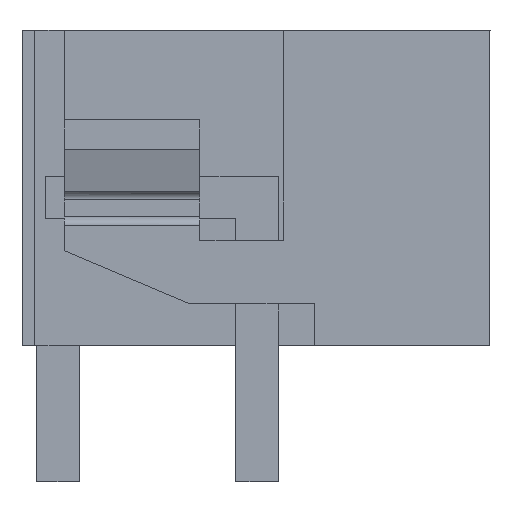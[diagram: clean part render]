
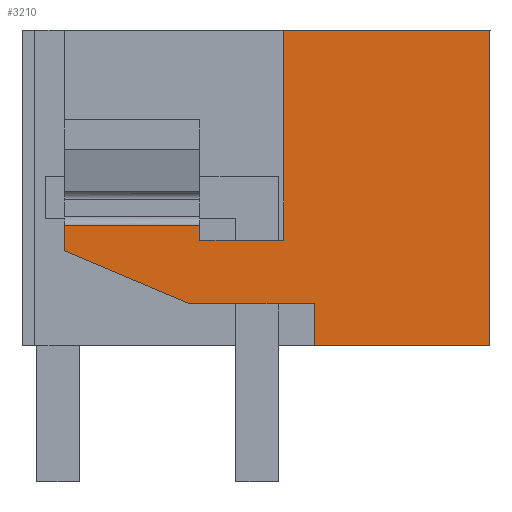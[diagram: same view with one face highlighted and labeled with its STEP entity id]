
A CAD part, left-side view. The second image highlights one B-rep face of the part: STEP entity #3210.
In plain terms, the highlighted planar face has unit normal (-1, 0, 0).
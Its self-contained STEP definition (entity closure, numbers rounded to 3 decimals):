
#3141=AXIS2_PLACEMENT_3D('Plane Axis2P3D',#3138,#3139,#3140) ;
#105=CARTESIAN_POINT('Vertex',(0.,0.,3.2)) ;
#110=CARTESIAN_POINT('Line Origine',(0.,2.075,3.2)) ;
#114=CARTESIAN_POINT('Vertex',(0.,4.15,3.2)) ;
#1190=CARTESIAN_POINT('Vertex',(0.,4.875,10.65)) ;
#1193=CARTESIAN_POINT('Line Origine',(0.,2.437,10.65)) ;
#1197=CARTESIAN_POINT('Vertex',(0.,0.,10.65)) ;
#3049=CARTESIAN_POINT('Line Origine',(0.,0.,6.925)) ;
#3138=CARTESIAN_POINT('Axis2P3D Location',(0.,11.05,0.)) ;
#3143=CARTESIAN_POINT('Line Origine',(0.,4.875,8.175)) ;
#3147=CARTESIAN_POINT('Vertex',(0.,4.875,5.7)) ;
#3150=CARTESIAN_POINT('Line Origine',(0.,5.863,5.7)) ;
#3154=CARTESIAN_POINT('Vertex',(0.,6.85,5.7)) ;
#3157=CARTESIAN_POINT('Line Origine',(0.,6.85,5.875)) ;
#3161=CARTESIAN_POINT('Vertex',(0.,6.85,6.05)) ;
#3164=CARTESIAN_POINT('Line Origine',(0.,8.45,6.05)) ;
#3168=CARTESIAN_POINT('Vertex',(0.,10.05,6.05)) ;
#3171=CARTESIAN_POINT('Line Origine',(0.,10.05,5.75)) ;
#3175=CARTESIAN_POINT('Vertex',(0.,10.05,5.45)) ;
#3178=CARTESIAN_POINT('Line Origine',(0.,8.571,4.823)) ;
#3182=CARTESIAN_POINT('Vertex',(0.,7.092,4.197)) ;
#3185=CARTESIAN_POINT('Line Origine',(0.,5.621,4.197)) ;
#3189=CARTESIAN_POINT('Vertex',(0.,4.15,4.197)) ;
#3192=CARTESIAN_POINT('Line Origine',(0.,4.15,3.698)) ;
#111=DIRECTION('Vector Direction',(0.,1.,0.)) ;
#1194=DIRECTION('Vector Direction',(0.,-1.,0.)) ;
#3050=DIRECTION('Vector Direction',(0.,0.,-1.)) ;
#3139=DIRECTION('Axis2P3D Direction',(-1.,0.,0.)) ;
#3140=DIRECTION('Axis2P3D XDirection',(0.,-1.,0.)) ;
#3144=DIRECTION('Vector Direction',(0.,0.,1.)) ;
#3151=DIRECTION('Vector Direction',(0.,1.,0.)) ;
#3158=DIRECTION('Vector Direction',(0.,0.,1.)) ;
#3165=DIRECTION('Vector Direction',(0.,-1.,0.)) ;
#3172=DIRECTION('Vector Direction',(0.,0.,-1.)) ;
#3179=DIRECTION('Vector Direction',(0.,0.921,0.39)) ;
#3186=DIRECTION('Vector Direction',(0.,-1.,0.)) ;
#3193=DIRECTION('Vector Direction',(0.,0.,-1.)) ;
#112=VECTOR('Line Direction',#111,1.) ;
#1195=VECTOR('Line Direction',#1194,1.) ;
#3051=VECTOR('Line Direction',#3050,1.) ;
#3145=VECTOR('Line Direction',#3144,1.) ;
#3152=VECTOR('Line Direction',#3151,1.) ;
#3159=VECTOR('Line Direction',#3158,1.) ;
#3166=VECTOR('Line Direction',#3165,1.) ;
#3173=VECTOR('Line Direction',#3172,1.) ;
#3180=VECTOR('Line Direction',#3179,1.) ;
#3187=VECTOR('Line Direction',#3186,1.) ;
#3194=VECTOR('Line Direction',#3193,1.) ;
#3198=ORIENTED_EDGE('',*,*,#116,.T.) ;
#3199=ORIENTED_EDGE('',*,*,#3053,.T.) ;
#3200=ORIENTED_EDGE('',*,*,#1199,.T.) ;
#3201=ORIENTED_EDGE('',*,*,#3149,.T.) ;
#3202=ORIENTED_EDGE('',*,*,#3156,.T.) ;
#3203=ORIENTED_EDGE('',*,*,#3163,.T.) ;
#3204=ORIENTED_EDGE('',*,*,#3170,.F.) ;
#3205=ORIENTED_EDGE('',*,*,#3177,.T.) ;
#3206=ORIENTED_EDGE('',*,*,#3184,.T.) ;
#3207=ORIENTED_EDGE('',*,*,#3191,.T.) ;
#3208=ORIENTED_EDGE('',*,*,#3196,.T.) ;
#3210=ADVANCED_FACE('HOUSING',(#3209),#3142,.T.) ;
#116=EDGE_CURVE('',#115,#106,#113,.F.) ;
#1199=EDGE_CURVE('',#1198,#1191,#1196,.F.) ;
#3053=EDGE_CURVE('',#106,#1198,#3052,.F.) ;
#3149=EDGE_CURVE('',#1191,#3148,#3146,.F.) ;
#3156=EDGE_CURVE('',#3148,#3155,#3153,.T.) ;
#3163=EDGE_CURVE('',#3155,#3162,#3160,.T.) ;
#3170=EDGE_CURVE('',#3169,#3162,#3167,.T.) ;
#3177=EDGE_CURVE('',#3169,#3176,#3174,.T.) ;
#3184=EDGE_CURVE('',#3176,#3183,#3181,.F.) ;
#3191=EDGE_CURVE('',#3183,#3190,#3188,.T.) ;
#3196=EDGE_CURVE('',#3190,#115,#3195,.T.) ;
#3197=EDGE_LOOP('',(#3198,#3199,#3200,#3201,#3202,#3203,#3204,#3205,#3206,#3207,#3208)) ;
#3209=FACE_OUTER_BOUND('',#3197,.T.) ;
#113=LINE('Line',#110,#112) ;
#1196=LINE('Line',#1193,#1195) ;
#3052=LINE('Line',#3049,#3051) ;
#3146=LINE('Line',#3143,#3145) ;
#3153=LINE('Line',#3150,#3152) ;
#3160=LINE('Line',#3157,#3159) ;
#3167=LINE('Line',#3164,#3166) ;
#3174=LINE('Line',#3171,#3173) ;
#3181=LINE('Line',#3178,#3180) ;
#3188=LINE('Line',#3185,#3187) ;
#3195=LINE('Line',#3192,#3194) ;
#3142=PLANE('',#3141) ;
#106=VERTEX_POINT('',#105) ;
#115=VERTEX_POINT('',#114) ;
#1191=VERTEX_POINT('',#1190) ;
#1198=VERTEX_POINT('',#1197) ;
#3148=VERTEX_POINT('',#3147) ;
#3155=VERTEX_POINT('',#3154) ;
#3162=VERTEX_POINT('',#3161) ;
#3169=VERTEX_POINT('',#3168) ;
#3176=VERTEX_POINT('',#3175) ;
#3183=VERTEX_POINT('',#3182) ;
#3190=VERTEX_POINT('',#3189) ;
